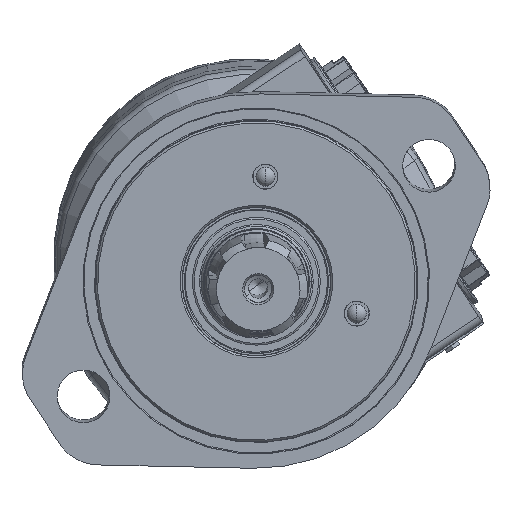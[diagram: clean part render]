
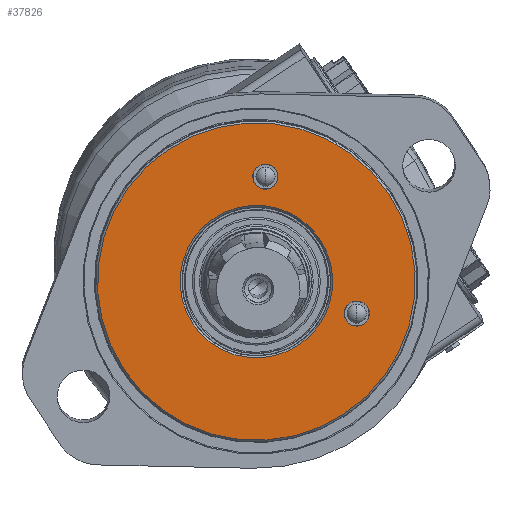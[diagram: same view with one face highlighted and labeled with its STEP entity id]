
A CAD part, top view. The second image highlights one B-rep face of the part: STEP entity #37826.
In plain terms, the highlighted planar face has unit normal (0.011, -0.048, 0.999).
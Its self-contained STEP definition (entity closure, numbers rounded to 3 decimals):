
#6753=CARTESIAN_POINT('',(61.793,44.661,109.565));
#6754=DIRECTION('',(-0.011,0.047,-0.999));
#6755=DIRECTION('',(0.832,0.555,0.017));
#6756=AXIS2_PLACEMENT_3D('',#6753,#6754,#6755);
#6758=CARTESIAN_POINT('',(61.793,44.661,109.565));
#6759=DIRECTION('',(-0.011,0.047,-0.999));
#6760=DIRECTION('',(-0.832,-0.555,-0.017));
#6761=AXIS2_PLACEMENT_3D('',#6758,#6759,#6760);
#6763=CARTESIAN_POINT('',(64.073,71.523,110.816));
#6764=DIRECTION('',(-0.011,0.047,-0.999));
#6765=DIRECTION('',(-0.084,-0.995,-0.046));
#6766=AXIS2_PLACEMENT_3D('',#6763,#6764,#6765);
#6768=CARTESIAN_POINT('',(64.073,71.523,110.816));
#6769=DIRECTION('',(-0.011,0.047,-0.999));
#6770=DIRECTION('',(0.084,0.995,0.046));
#6771=AXIS2_PLACEMENT_3D('',#6768,#6769,#6770);
#6773=CARTESIAN_POINT('',(87.501,36.477,108.891));
#6774=DIRECTION('',(0.011,-0.047,0.999));
#6775=DIRECTION('',(-0.953,0.303,0.025));
#6776=AXIS2_PLACEMENT_3D('',#6773,#6774,#6775);
#6778=CARTESIAN_POINT('',(87.501,36.477,108.891));
#6779=DIRECTION('',(0.011,-0.047,0.999));
#6780=DIRECTION('',(0.953,-0.303,-0.025));
#6781=AXIS2_PLACEMENT_3D('',#6778,#6779,#6780);
#6783=CARTESIAN_POINT('',(61.793,44.661,109.565));
#6784=DIRECTION('',(-0.011,0.047,-0.999));
#6785=DIRECTION('',(-0.555,0.83,0.046));
#6786=AXIS2_PLACEMENT_3D('',#6783,#6784,#6785);
#6788=CARTESIAN_POINT('',(61.793,44.661,109.565));
#6789=DIRECTION('',(-0.011,0.047,-0.999));
#6790=DIRECTION('',(0.555,-0.83,-0.046));
#6791=AXIS2_PLACEMENT_3D('',#6788,#6789,#6790);
#28168=CARTESIAN_POINT('',(63.801,68.325,110.667));
#28169=CARTESIAN_POINT('',(64.344,74.721,110.965));
#28170=VERTEX_POINT('',#28168);
#28171=VERTEX_POINT('',#28169);
#28188=CARTESIAN_POINT('',(84.44,37.451,108.972));
#28189=VERTEX_POINT('',#28188);
#28190=CARTESIAN_POINT('',(90.562,35.502,108.811));
#28191=VERTEX_POINT('',#28190);
#28192=CARTESIAN_POINT('',(50.939,60.897,110.457));
#28193=CARTESIAN_POINT('',(72.646,28.425,108.673));
#28194=VERTEX_POINT('',#28192);
#28195=VERTEX_POINT('',#28193);
#28218=CARTESIAN_POINT('',(95.65,67.256,110.264));
#28219=CARTESIAN_POINT('',(27.936,22.066,108.867));
#28220=VERTEX_POINT('',#28218);
#28221=VERTEX_POINT('',#28219);
#37799=CARTESIAN_POINT('',(61.793,44.661,109.565));
#37800=DIRECTION('',(0.011,-0.047,0.999));
#37801=DIRECTION('',(0.832,0.555,0.017));
#37802=AXIS2_PLACEMENT_3D('',#37799,#37800,#37801);
#37803=PLANE('',#37802);
#37804=ORIENTED_EDGE('',*,*,#37793,.T.);
#37805=ORIENTED_EDGE('',*,*,#37779,.T.);
#37806=EDGE_LOOP('',(#37804,#37805));
#37807=FACE_OUTER_BOUND('',#37806,.F.);
#37809=ORIENTED_EDGE('',*,*,#37808,.F.);
#37811=ORIENTED_EDGE('',*,*,#37810,.F.);
#37812=EDGE_LOOP('',(#37809,#37811));
#37813=FACE_BOUND('',#37812,.F.);
#37815=ORIENTED_EDGE('',*,*,#37814,.T.);
#37817=ORIENTED_EDGE('',*,*,#37816,.T.);
#37818=EDGE_LOOP('',(#37815,#37817));
#37819=FACE_BOUND('',#37818,.F.);
#37821=ORIENTED_EDGE('',*,*,#37820,.F.);
#37823=ORIENTED_EDGE('',*,*,#37822,.F.);
#37824=EDGE_LOOP('',(#37821,#37823));
#37825=FACE_BOUND('',#37824,.F.);
#37826=ADVANCED_FACE('',(#37807,#37813,#37819,#37825),#37803,.T.);
#6757=CIRCLE('',#6756,40.71);
#6762=CIRCLE('',#6761,40.71);
#6767=CIRCLE('',#6766,3.213);
#6772=CIRCLE('',#6771,3.213);
#6777=CIRCLE('',#6776,3.213);
#6782=CIRCLE('',#6781,3.213);
#6787=CIRCLE('',#6786,19.55);
#6792=CIRCLE('',#6791,19.55);
#37779=EDGE_CURVE('',#28221,#28220,#6762,.T.);
#37793=EDGE_CURVE('',#28220,#28221,#6757,.T.);
#37808=EDGE_CURVE('',#28170,#28171,#6767,.T.);
#37810=EDGE_CURVE('',#28171,#28170,#6772,.T.);
#37814=EDGE_CURVE('',#28189,#28191,#6777,.T.);
#37816=EDGE_CURVE('',#28191,#28189,#6782,.T.);
#37820=EDGE_CURVE('',#28194,#28195,#6787,.T.);
#37822=EDGE_CURVE('',#28195,#28194,#6792,.T.);
